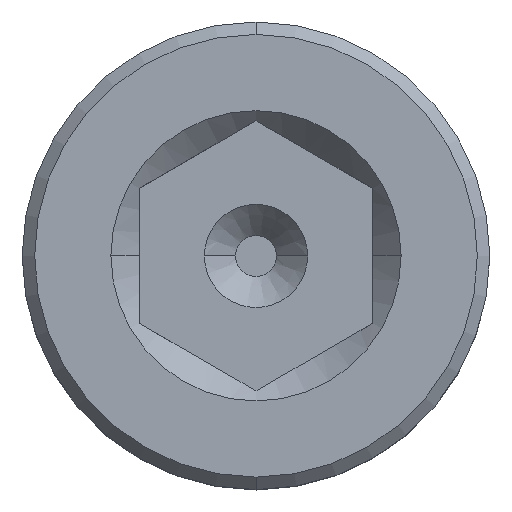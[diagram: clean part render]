
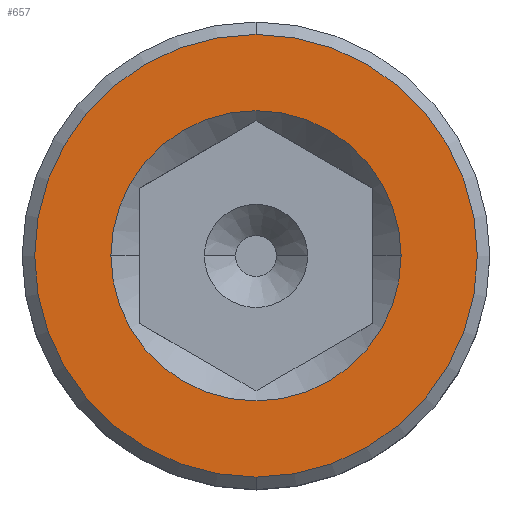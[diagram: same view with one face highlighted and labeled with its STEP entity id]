
A CAD part, top view. The second image highlights one B-rep face of the part: STEP entity #657.
In plain terms, the highlighted planar face has unit normal (0, 0, 1).
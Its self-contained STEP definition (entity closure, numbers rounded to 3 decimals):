
#1 = VERTEX_POINT ( 'NONE', #937 ) ;
#58 = EDGE_CURVE ( 'NONE', #589, #273, #3316, .T. ) ;
#94 = ORIENTED_EDGE ( 'NONE', *, *, #3796, .F. ) ;
#180 = EDGE_LOOP ( 'NONE', ( #1212, #94 ) ) ;
#273 = VERTEX_POINT ( 'NONE', #3770 ) ;
#518 = VERTEX_POINT ( 'NONE', #3239 ) ;
#523 = ORIENTED_EDGE ( 'NONE', *, *, #3851, .F. ) ;
#589 = VERTEX_POINT ( 'NONE', #1387 ) ;
#657 = ADVANCED_FACE ( 'NONE', ( #2669, #1443 ), #3252, .T. ) ;
#705 = CARTESIAN_POINT ( 'NONE',  ( 0., 0., 3.8 ) ) ;
#918 = DIRECTION ( 'NONE',  ( 0., 0., 1. ) ) ;
#937 = CARTESIAN_POINT ( 'NONE',  ( 0., -1.42, 3.8 ) ) ;
#1017 = DIRECTION ( 'NONE',  ( 1., 0., 0. ) ) ;
#1086 = EDGE_CURVE ( 'NONE', #518, #1, #2768, .T. ) ;
#1172 = AXIS2_PLACEMENT_3D ( 'NONE', #1867, #918, #2811 ) ;
#1212 = ORIENTED_EDGE ( 'NONE', *, *, #1086, .F. ) ;
#1303 = DIRECTION ( 'NONE',  ( 0., 1., 0. ) ) ;
#1338 = DIRECTION ( 'NONE',  ( 0., -1., 0. ) ) ;
#1375 = CARTESIAN_POINT ( 'NONE',  ( 0., 0., 3.8 ) ) ;
#1387 = CARTESIAN_POINT ( 'NONE',  ( 0.931, 0., 3.8 ) ) ;
#1443 = FACE_OUTER_BOUND ( 'NONE', #180, .T. ) ;
#1867 = CARTESIAN_POINT ( 'NONE',  ( 0., 0., 3.8 ) ) ;
#2067 = AXIS2_PLACEMENT_3D ( 'NONE', #1375, #3217, #1338 ) ;
#2220 = CIRCLE ( 'NONE', #1172, 0.931 ) ;
#2313 = CARTESIAN_POINT ( 'NONE',  ( 0., 0., 3.8 ) ) ;
#2468 = AXIS2_PLACEMENT_3D ( 'NONE', #3755, #2471, #2506 ) ;
#2471 = DIRECTION ( 'NONE',  ( 0., 0., -1. ) ) ;
#2506 = DIRECTION ( 'NONE',  ( 0., 1., 0. ) ) ;
#2520 = AXIS2_PLACEMENT_3D ( 'NONE', #2313, #3185, #1303 ) ;
#2669 = FACE_BOUND ( 'NONE', #3678, .T. ) ;
#2752 = AXIS2_PLACEMENT_3D ( 'NONE', #705, #2908, #1017 ) ;
#2768 = CIRCLE ( 'NONE', #2520, 1.42 ) ;
#2811 = DIRECTION ( 'NONE',  ( 1., 0., 0. ) ) ;
#2908 = DIRECTION ( 'NONE',  ( 0., 0., 1. ) ) ;
#3185 = DIRECTION ( 'NONE',  ( 0., 0., -1. ) ) ;
#3217 = DIRECTION ( 'NONE',  ( 0., 0., 1. ) ) ;
#3239 = CARTESIAN_POINT ( 'NONE',  ( 0., 1.42, 3.8 ) ) ;
#3252 = PLANE ( 'NONE',  #2067 ) ;
#3316 = CIRCLE ( 'NONE', #2752, 0.931 ) ;
#3468 = ORIENTED_EDGE ( 'NONE', *, *, #58, .F. ) ;
#3631 = CIRCLE ( 'NONE', #2468, 1.42 ) ;
#3678 = EDGE_LOOP ( 'NONE', ( #3468, #523 ) ) ;
#3755 = CARTESIAN_POINT ( 'NONE',  ( 0., 0., 3.8 ) ) ;
#3770 = CARTESIAN_POINT ( 'NONE',  ( -0.931, 0., 3.8 ) ) ;
#3796 = EDGE_CURVE ( 'NONE', #1, #518, #3631, .T. ) ;
#3851 = EDGE_CURVE ( 'NONE', #273, #589, #2220, .T. ) ;
